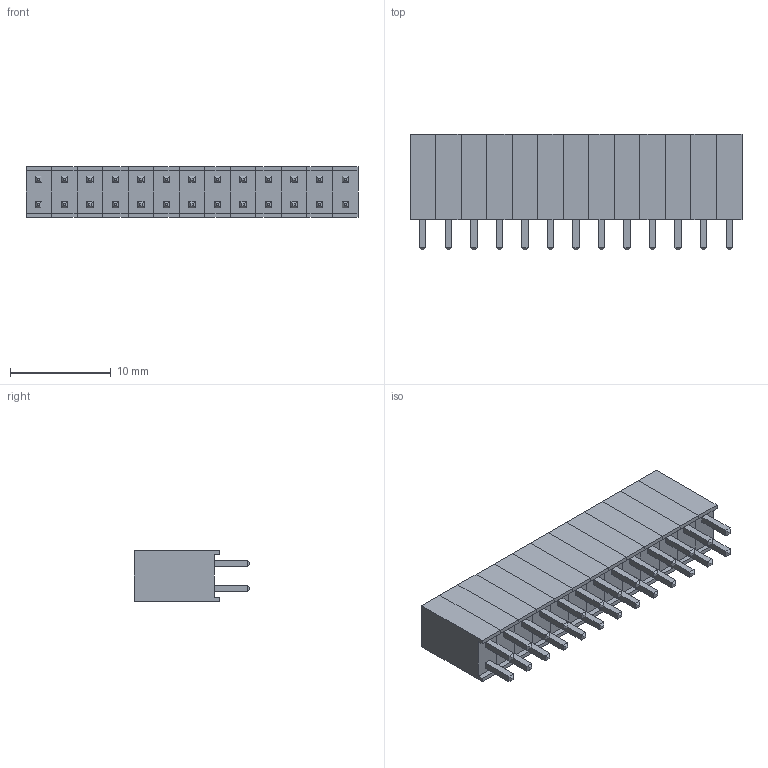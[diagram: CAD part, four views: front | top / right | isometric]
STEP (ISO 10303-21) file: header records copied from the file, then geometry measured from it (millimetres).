
FILE_DESCRIPTION (( 'STEP AP214' ), '1' );
FILE_NAME ('DS-1023-26.STEP', '2019-07-10T22:35:25', ( '' ), ( '' ), 'SwSTEP 2.0', 'SolidWorks 2018', '' );
FILE_SCHEMA (( 'AUTOMOTIVE_DESIGN' ));
Length unit declared in the file: millimetre
Products named in the file (1): DS-1023-26
Bounding box: 33.02 x 11.5 x 5 mm (x, y, z)
Volume: 1306.3 mm3; surface area: 2436.3 mm2
Topology: 13 solids, 13 shells, 598 faces, 1352 edges, 832 vertices
Faces by surface type: plane 598
Entity records: 22792 total; most frequent: CARTESIAN_POINT 2783, ORIENTED_EDGE 2704, DIRECTION 2550, VECTOR 1352, LINE 1352, EDGE_CURVE 1352, VERTEX_POINT 832, EDGE_LOOP 650
